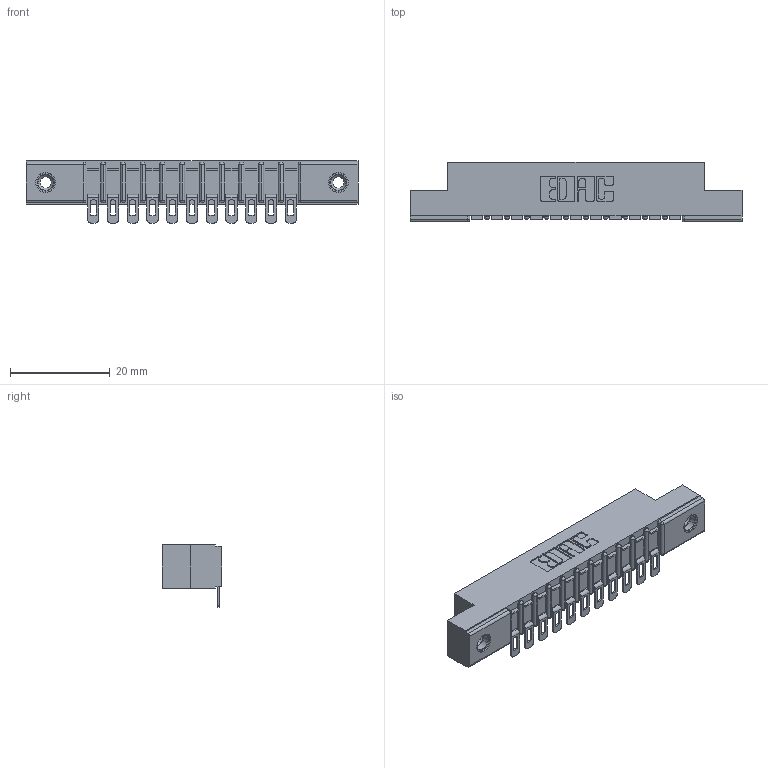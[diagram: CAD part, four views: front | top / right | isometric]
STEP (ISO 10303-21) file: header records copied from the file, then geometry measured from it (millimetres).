
FILE_DESCRIPTION (( 'STEP AP203' ), '1' );
FILE_NAME ('357-011-454-108.STEP', '2020-09-30T10:25:49', ( '' ), ( '' ), 'SwSTEP 2.0', 'SolidWorks 2020', '' );
FILE_SCHEMA (( 'CONFIG_CONTROL_DESIGN' ));
Length unit declared in the file: inch
Products named in the file (4): 307-290-002_554; 357-011-454-108; 345-250-001_345-250-003-102; 307 Part_.156 Dia Mounting Holes
Assembly tree (14 placements, depth 2):
  357-011-454-108
    307 Part_.156 Dia Mounting Holes
    307-290-002_554  x11
    345-250-001_345-250-003-102  x2
Bounding box: 66.6 x 12.01 x 12.52 mm (x, y, z)
Volume: 4388.4 mm3; surface area: 7434.1 mm2
Topology: 14 solids, 14 shells, 1081 faces, 3242 edges, 2120 vertices
Faces by surface type: plane 608, cylinder 433, sphere 24, cone 12, torus 4
Entity records: 15402 total; most frequent: CARTESIAN_POINT 2573, ORIENTED_EDGE 2556, DIRECTION 2530, EDGE_CURVE 1278, VECTOR 956, LINE 956, VERTEX_POINT 830, AXIS2_PLACEMENT_3D 787
